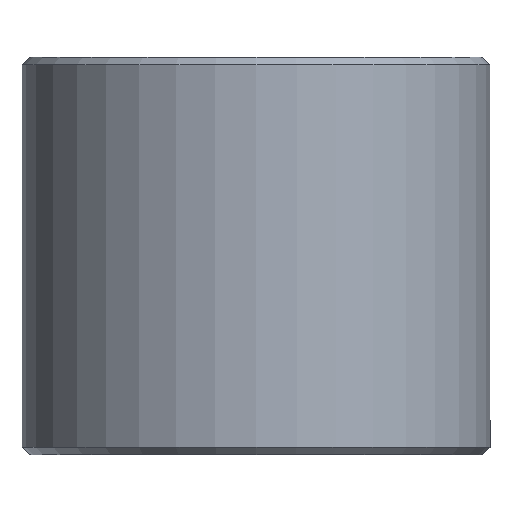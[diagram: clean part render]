
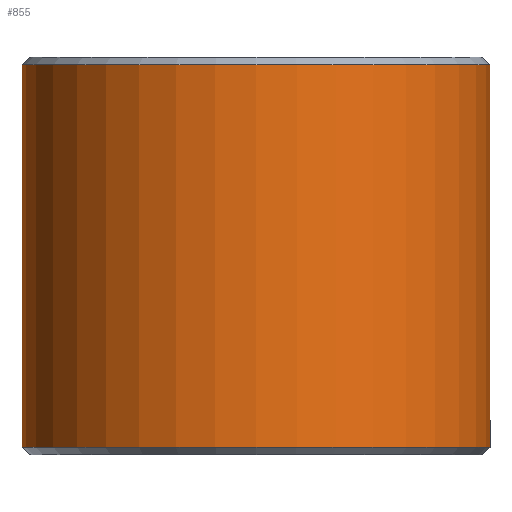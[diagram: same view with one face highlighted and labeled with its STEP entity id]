
A CAD part, front view. The second image highlights one B-rep face of the part: STEP entity #855.
In plain terms, the highlighted cylindrical face has radius 30 mm (diameter 60 mm), a full revolution.
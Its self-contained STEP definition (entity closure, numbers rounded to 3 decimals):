
#774 = VERTEX_POINT('',#775);
#775 = CARTESIAN_POINT('',(0.,-30.,24.5));
#782 = CONICAL_SURFACE('',#783,30.,0.785);
#783 = AXIS2_PLACEMENT_3D('',#784,#785,#786);
#784 = CARTESIAN_POINT('',(0.,0.,24.5)
  );
#785 = DIRECTION('',(0.,0.,-1.));
#786 = DIRECTION('',(0.,-1.,0.));
#829 = EDGE_CURVE('',#774,#774,#830,.T.);
#830 = SURFACE_CURVE('',#831,(#836,#843),.PCURVE_S1.);
#831 = CIRCLE('',#832,30.);
#832 = AXIS2_PLACEMENT_3D('',#833,#834,#835);
#833 = CARTESIAN_POINT('',(0.,0.,24.5)
  );
#834 = DIRECTION('',(0.,0.,1.));
#835 = DIRECTION('',(0.,-1.,0.));
#836 = PCURVE('',#782,#837);
#837 = DEFINITIONAL_REPRESENTATION('',(#838),#842);
#838 = LINE('',#839,#840);
#839 = CARTESIAN_POINT('',(-0.,0.));
#840 = VECTOR('',#841,1.);
#841 = DIRECTION('',(-1.,0.));
#842 = ( GEOMETRIC_REPRESENTATION_CONTEXT(2) 
PARAMETRIC_REPRESENTATION_CONTEXT() REPRESENTATION_CONTEXT('2D SPACE',''
  ) );
#843 = PCURVE('',#844,#849);
#844 = CYLINDRICAL_SURFACE('',#845,30.);
#845 = AXIS2_PLACEMENT_3D('',#846,#847,#848);
#846 = CARTESIAN_POINT('',(0.,0.,25.5)
  );
#847 = DIRECTION('',(0.,0.,-1.));
#848 = DIRECTION('',(0.,-1.,0.));
#849 = DEFINITIONAL_REPRESENTATION('',(#850),#854);
#850 = LINE('',#851,#852);
#851 = CARTESIAN_POINT('',(0.,1.));
#852 = VECTOR('',#853,1.);
#853 = DIRECTION('',(-1.,0.));
#854 = ( GEOMETRIC_REPRESENTATION_CONTEXT(2) 
PARAMETRIC_REPRESENTATION_CONTEXT() REPRESENTATION_CONTEXT('2D SPACE',''
  ) );
#855 = ADVANCED_FACE('',(#856),#844,.T.);
#856 = FACE_BOUND('',#857,.F.);
#857 = EDGE_LOOP('',(#858,#881,#882,#883));
#858 = ORIENTED_EDGE('',*,*,#859,.F.);
#859 = EDGE_CURVE('',#774,#860,#862,.T.);
#860 = VERTEX_POINT('',#861);
#861 = CARTESIAN_POINT('',(0.,-30.,-24.5));
#862 = SEAM_CURVE('',#863,(#867,#874),.PCURVE_S1.);
#863 = LINE('',#864,#865);
#864 = CARTESIAN_POINT('',(0.,-30.,25.5));
#865 = VECTOR('',#866,1.);
#866 = DIRECTION('',(0.,0.,-1.));
#867 = PCURVE('',#844,#868);
#868 = DEFINITIONAL_REPRESENTATION('',(#869),#873);
#869 = LINE('',#870,#871);
#870 = CARTESIAN_POINT('',(-0.,0.));
#871 = VECTOR('',#872,1.);
#872 = DIRECTION('',(-0.,1.));
#873 = ( GEOMETRIC_REPRESENTATION_CONTEXT(2) 
PARAMETRIC_REPRESENTATION_CONTEXT() REPRESENTATION_CONTEXT('2D SPACE',''
  ) );
#874 = PCURVE('',#844,#875);
#875 = DEFINITIONAL_REPRESENTATION('',(#876),#880);
#876 = LINE('',#877,#878);
#877 = CARTESIAN_POINT('',(-6.283,0.));
#878 = VECTOR('',#879,1.);
#879 = DIRECTION('',(-0.,1.));
#880 = ( GEOMETRIC_REPRESENTATION_CONTEXT(2) 
PARAMETRIC_REPRESENTATION_CONTEXT() REPRESENTATION_CONTEXT('2D SPACE',''
  ) );
#881 = ORIENTED_EDGE('',*,*,#829,.T.);
#882 = ORIENTED_EDGE('',*,*,#859,.T.);
#883 = ORIENTED_EDGE('',*,*,#884,.F.);
#884 = EDGE_CURVE('',#860,#860,#885,.T.);
#885 = SURFACE_CURVE('',#886,(#891,#898),.PCURVE_S1.);
#886 = CIRCLE('',#887,30.);
#887 = AXIS2_PLACEMENT_3D('',#888,#889,#890);
#888 = CARTESIAN_POINT('',(0.,0.,-24.5)
  );
#889 = DIRECTION('',(0.,0.,1.));
#890 = DIRECTION('',(0.,-1.,0.));
#891 = PCURVE('',#844,#892);
#892 = DEFINITIONAL_REPRESENTATION('',(#893),#897);
#893 = LINE('',#894,#895);
#894 = CARTESIAN_POINT('',(0.,50.));
#895 = VECTOR('',#896,1.);
#896 = DIRECTION('',(-1.,0.));
#897 = ( GEOMETRIC_REPRESENTATION_CONTEXT(2) 
PARAMETRIC_REPRESENTATION_CONTEXT() REPRESENTATION_CONTEXT('2D SPACE',''
  ) );
#898 = PCURVE('',#899,#904);
#899 = CONICAL_SURFACE('',#900,30.,0.785);
#900 = AXIS2_PLACEMENT_3D('',#901,#902,#903);
#901 = CARTESIAN_POINT('',(0.,0.,-24.5)
  );
#902 = DIRECTION('',(0.,0.,1.));
#903 = DIRECTION('',(0.,-1.,0.));
#904 = DEFINITIONAL_REPRESENTATION('',(#905),#909);
#905 = LINE('',#906,#907);
#906 = CARTESIAN_POINT('',(0.,-0.));
#907 = VECTOR('',#908,1.);
#908 = DIRECTION('',(1.,-0.));
#909 = ( GEOMETRIC_REPRESENTATION_CONTEXT(2) 
PARAMETRIC_REPRESENTATION_CONTEXT() REPRESENTATION_CONTEXT('2D SPACE',''
  ) );
